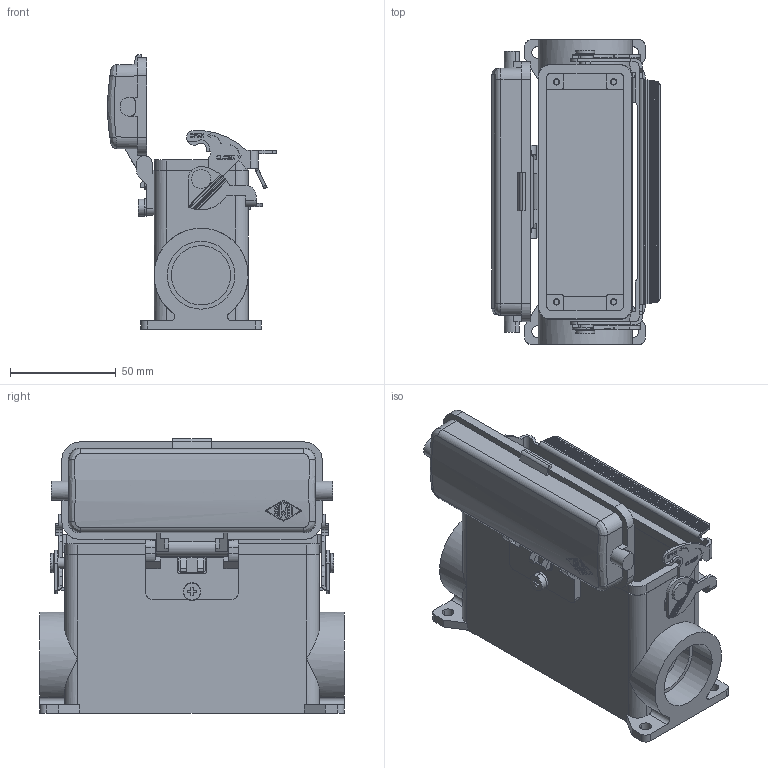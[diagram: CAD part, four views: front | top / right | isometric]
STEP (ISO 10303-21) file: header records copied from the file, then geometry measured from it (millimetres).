
FILE_DESCRIPTION(('Creo Elements/Direct Modeling STEP Export'),'2;1');
FILE_NAME('0ln7uvk4ql79qdq3272','2019-05-10T14:39:19',(''),(''),'PTC Creo Elements/Direct Modeling STEP processor for AP214 (Solid Model)','PTC Creo Elements/Direct Modeling 19.0E 27-Jun-2016 (C) Parametric Technology GmbH','');
FILE_SCHEMA(('AUTOMOTIVE_DESIGN { 1 0 10303 214 1 1 1 1 }'));
Length unit declared in the file: millimetre
Products named in the file (2): MVAP_24LSP32
Assembly tree (1 placements, depth 2):
  MVAP_24LSP32
    MVAP_24LSP32
Bounding box: 79.6 x 144 x 129.73 mm (x, y, z)
Volume: 187560.8 mm3; surface area: 105380.3 mm2
Topology: 1 solids, 1 shells, 612 faces, 2164 edges, 1612 vertices
Faces by surface type: plane 379, cylinder 209, bspline 14, torus 10
Entity records: 29330 total; most frequent: CARTESIAN_POINT 10258, ORIENTED_EDGE 4328, DIRECTION 3540, EDGE_CURVE 2164, VERTEX_POINT 1612, VECTOR 1532, LINE 1523, AXIS2_PLACEMENT_3D 1004
